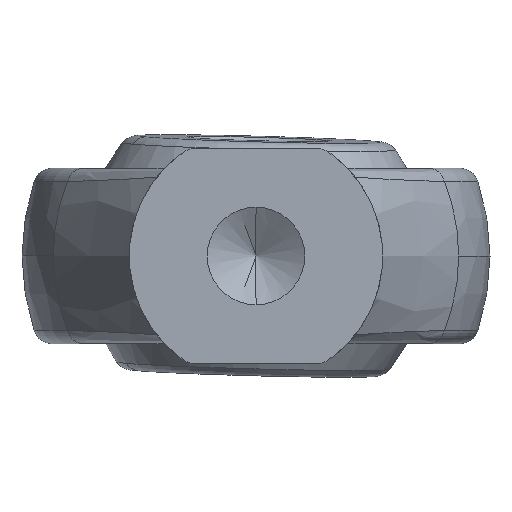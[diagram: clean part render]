
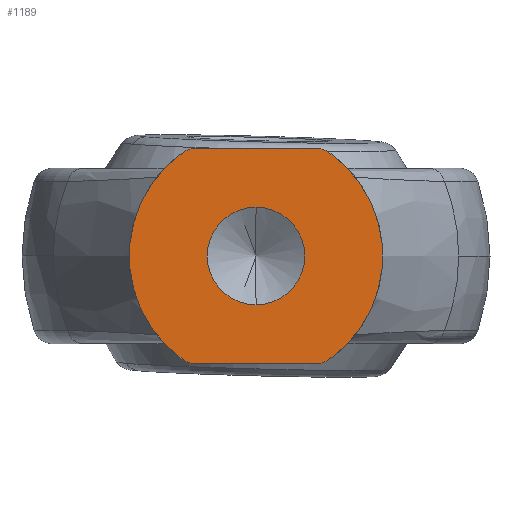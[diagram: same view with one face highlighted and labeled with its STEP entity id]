
A CAD part, front view. The second image highlights one B-rep face of the part: STEP entity #1189.
In plain terms, the highlighted planar face has unit normal (0, -1, 0).
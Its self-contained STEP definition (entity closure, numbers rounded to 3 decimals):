
#41 = DIRECTION ( 'NONE',  ( 0., -1., 0. ) ) ;
#69 = CARTESIAN_POINT ( 'NONE',  ( -1.581, -21., 2.75 ) ) ;
#73 = CIRCLE ( 'NONE', #297, 1.25 ) ;
#75 = VERTEX_POINT ( 'NONE', #2098 ) ;
#83 = ORIENTED_EDGE ( 'NONE', *, *, #630, .F. ) ;
#92 = CARTESIAN_POINT ( 'NONE',  ( 1.581, -21., 2.25 ) ) ;
#103 = DIRECTION ( 'NONE',  ( 0., -1., 0. ) ) ;
#112 = CARTESIAN_POINT ( 'NONE',  ( 0., -21., 0. ) ) ;
#126 = ORIENTED_EDGE ( 'NONE', *, *, #2222, .T. ) ;
#135 = VERTEX_POINT ( 'NONE', #540 ) ;
#140 = CARTESIAN_POINT ( 'NONE',  ( -1.581, -21., 2.25 ) ) ;
#192 = AXIS2_PLACEMENT_3D ( 'NONE', #1675, #520, #2054 ) ;
#198 = DIRECTION ( 'NONE',  ( 0., 0., -1. ) ) ;
#229 = FACE_OUTER_BOUND ( 'NONE', #1925, .T. ) ;
#289 = VECTOR ( 'NONE', #2256, 1000. ) ;
#297 = AXIS2_PLACEMENT_3D ( 'NONE', #112, #103, #1062 ) ;
#423 = EDGE_CURVE ( 'NONE', #2343, #1136, #1003, .T. ) ;
#424 = DIRECTION ( 'NONE',  ( 0., 0., -1. ) ) ;
#430 = VERTEX_POINT ( 'NONE', #1829 ) ;
#431 = CARTESIAN_POINT ( 'NONE',  ( 0., -21., 0. ) ) ;
#437 = DIRECTION ( 'NONE',  ( 0., 0., -1. ) ) ;
#475 = VERTEX_POINT ( 'NONE', #1042 ) ;
#513 = DIRECTION ( 'NONE',  ( 0., -1., 0. ) ) ;
#515 = EDGE_CURVE ( 'NONE', #135, #1348, #1275, .T. ) ;
#520 = DIRECTION ( 'NONE',  ( 0., -1., 0. ) ) ;
#530 = AXIS2_PLACEMENT_3D ( 'NONE', #1986, #513, #198 ) ;
#540 = CARTESIAN_POINT ( 'NONE',  ( -1.869, -21., 2.659 ) ) ;
#625 = EDGE_CURVE ( 'NONE', #430, #2042, #1509, .T. ) ;
#630 = EDGE_CURVE ( 'NONE', #1136, #2343, #73, .T. ) ;
#649 = LINE ( 'NONE', #824, #1611 ) ;
#672 = DIRECTION ( 'NONE',  ( 0., -1., 0. ) ) ;
#680 = EDGE_CURVE ( 'NONE', #75, #891, #1222, .T. ) ;
#787 = DIRECTION ( 'NONE',  ( -1., 0., 0. ) ) ;
#810 = EDGE_CURVE ( 'NONE', #475, #1433, #649, .T. ) ;
#824 = CARTESIAN_POINT ( 'NONE',  ( 0., -21., 2.75 ) ) ;
#891 = VERTEX_POINT ( 'NONE', #1582 ) ;
#985 = ORIENTED_EDGE ( 'NONE', *, *, #423, .F. ) ;
#992 = PLANE ( 'NONE',  #2306 ) ;
#1003 = CIRCLE ( 'NONE', #1313, 1.25 ) ;
#1008 = CARTESIAN_POINT ( 'NONE',  ( -1.581, -21., -2.25 ) ) ;
#1042 = CARTESIAN_POINT ( 'NONE',  ( 1.581, -21., 2.75 ) ) ;
#1062 = DIRECTION ( 'NONE',  ( 0., 0., -1. ) ) ;
#1102 = ORIENTED_EDGE ( 'NONE', *, *, #1365, .T. ) ;
#1105 = DIRECTION ( 'NONE',  ( 0., 0., -1. ) ) ;
#1125 = ORIENTED_EDGE ( 'NONE', *, *, #680, .F. ) ;
#1136 = VERTEX_POINT ( 'NONE', #1908 ) ;
#1162 = ORIENTED_EDGE ( 'NONE', *, *, #810, .T. ) ;
#1176 = CARTESIAN_POINT ( 'NONE',  ( 0., -21., 1.25 ) ) ;
#1189 = ADVANCED_FACE ( 'NONE', ( #2260, #229 ), #992, .T. ) ;
#1218 = CIRCLE ( 'NONE', #1680, 0.5 ) ;
#1222 = LINE ( 'NONE', #1553, #289 ) ;
#1241 = EDGE_CURVE ( 'NONE', #75, #430, #2211, .T. ) ;
#1275 = CIRCLE ( 'NONE', #530, 3.25 ) ;
#1284 = AXIS2_PLACEMENT_3D ( 'NONE', #1008, #1415, #2193 ) ;
#1313 = AXIS2_PLACEMENT_3D ( 'NONE', #2017, #2426, #1419 ) ;
#1330 = AXIS2_PLACEMENT_3D ( 'NONE', #140, #2058, #1105 ) ;
#1348 = VERTEX_POINT ( 'NONE', #1407 ) ;
#1365 = EDGE_CURVE ( 'NONE', #1348, #891, #2372, .T. ) ;
#1404 = ORIENTED_EDGE ( 'NONE', *, *, #1703, .T. ) ;
#1407 = CARTESIAN_POINT ( 'NONE',  ( -1.869, -21., -2.659 ) ) ;
#1415 = DIRECTION ( 'NONE',  ( 0., -1., 0. ) ) ;
#1419 = DIRECTION ( 'NONE',  ( 0., 0., -1. ) ) ;
#1433 = VERTEX_POINT ( 'NONE', #69 ) ;
#1509 = CIRCLE ( 'NONE', #192, 3.25 ) ;
#1549 = DIRECTION ( 'NONE',  ( 0., -1., 0. ) ) ;
#1551 = CARTESIAN_POINT ( 'NONE',  ( 1.869, -21., 2.659 ) ) ;
#1553 = CARTESIAN_POINT ( 'NONE',  ( 0., -21., -2.75 ) ) ;
#1582 = CARTESIAN_POINT ( 'NONE',  ( -1.581, -21., -2.75 ) ) ;
#1611 = VECTOR ( 'NONE', #787, 1000. ) ;
#1675 = CARTESIAN_POINT ( 'NONE',  ( 0., -21., 0. ) ) ;
#1680 = AXIS2_PLACEMENT_3D ( 'NONE', #92, #672, #2196 ) ;
#1703 = EDGE_CURVE ( 'NONE', #1433, #135, #2490, .T. ) ;
#1829 = CARTESIAN_POINT ( 'NONE',  ( 1.869, -21., -2.659 ) ) ;
#1908 = CARTESIAN_POINT ( 'NONE',  ( 0., -21., -1.25 ) ) ;
#1925 = EDGE_LOOP ( 'NONE', ( #2219, #1102, #1125, #2387, #2465, #126, #1162, #1404 ) ) ;
#1986 = CARTESIAN_POINT ( 'NONE',  ( 0., -21., 0. ) ) ;
#2017 = CARTESIAN_POINT ( 'NONE',  ( 0., -21., 0. ) ) ;
#2042 = VERTEX_POINT ( 'NONE', #1551 ) ;
#2054 = DIRECTION ( 'NONE',  ( 0., 0., -1. ) ) ;
#2058 = DIRECTION ( 'NONE',  ( 0., -1., 0. ) ) ;
#2098 = CARTESIAN_POINT ( 'NONE',  ( 1.581, -21., -2.75 ) ) ;
#2133 = EDGE_LOOP ( 'NONE', ( #83, #985 ) ) ;
#2181 = AXIS2_PLACEMENT_3D ( 'NONE', #2350, #41, #424 ) ;
#2193 = DIRECTION ( 'NONE',  ( 0., 0., -1. ) ) ;
#2196 = DIRECTION ( 'NONE',  ( 0., 0., -1. ) ) ;
#2211 = CIRCLE ( 'NONE', #2181, 0.5 ) ;
#2219 = ORIENTED_EDGE ( 'NONE', *, *, #515, .T. ) ;
#2222 = EDGE_CURVE ( 'NONE', #2042, #475, #1218, .T. ) ;
#2256 = DIRECTION ( 'NONE',  ( -1., 0., 0. ) ) ;
#2260 = FACE_BOUND ( 'NONE', #2133, .T. ) ;
#2306 = AXIS2_PLACEMENT_3D ( 'NONE', #431, #1549, #437 ) ;
#2343 = VERTEX_POINT ( 'NONE', #1176 ) ;
#2350 = CARTESIAN_POINT ( 'NONE',  ( 1.581, -21., -2.25 ) ) ;
#2372 = CIRCLE ( 'NONE', #1284, 0.5 ) ;
#2387 = ORIENTED_EDGE ( 'NONE', *, *, #1241, .T. ) ;
#2426 = DIRECTION ( 'NONE',  ( 0., -1., 0. ) ) ;
#2465 = ORIENTED_EDGE ( 'NONE', *, *, #625, .T. ) ;
#2490 = CIRCLE ( 'NONE', #1330, 0.5 ) ;
